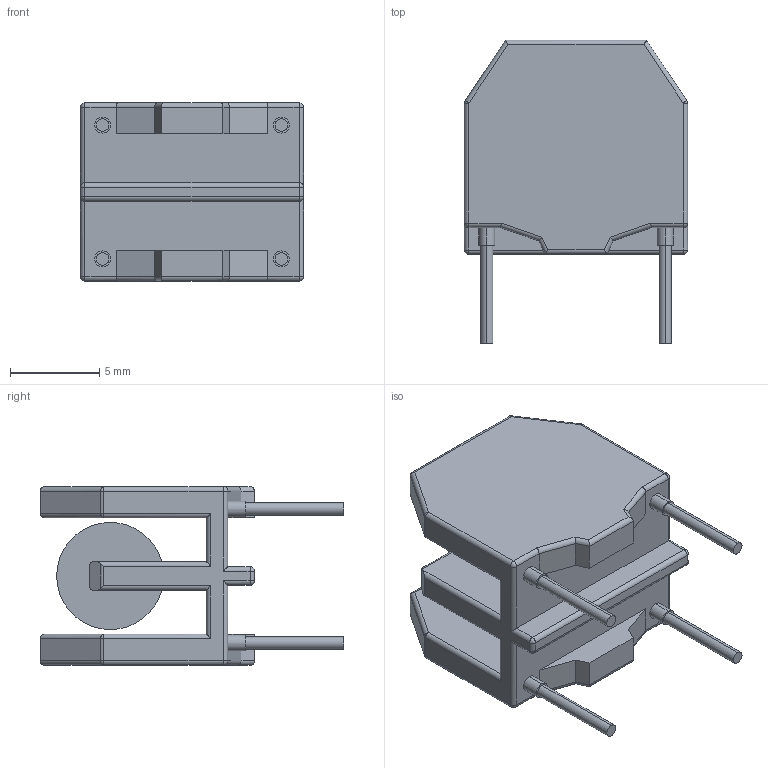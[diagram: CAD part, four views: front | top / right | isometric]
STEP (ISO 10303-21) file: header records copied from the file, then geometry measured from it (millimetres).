
FILE_DESCRIPTION (( 'STEP AP214' ), '1' );
FILE_NAME ('IFC_DCSH1_L12.5W10H12.STEP', '2018-10-15T20:16:23', ( '' ), ( '' ), 'SwSTEP 2.0', 'SolidWorks 2014', '' );
FILE_SCHEMA (( 'AUTOMOTIVE_DESIGN' ));
Length unit declared in the file: millimetre
Products named in the file (1): IFC_DCSH1_L12.5W10H12
Bounding box: 12.5 x 17 x 10 mm (x, y, z)
Volume: 788.1 mm3; surface area: 1169.6 mm2
Topology: 1 solids, 1 shells, 208 faces, 513 edges, 310 vertices
Faces by surface type: plane 103, cylinder 89, sphere 16
Entity records: 7683 total; most frequent: CARTESIAN_POINT 1156, ORIENTED_EDGE 1010, DIRECTION 981, EDGE_CURVE 505, VECTOR 359, LINE 359, AXIS2_PLACEMENT_3D 311, VERTEX_POINT 310
